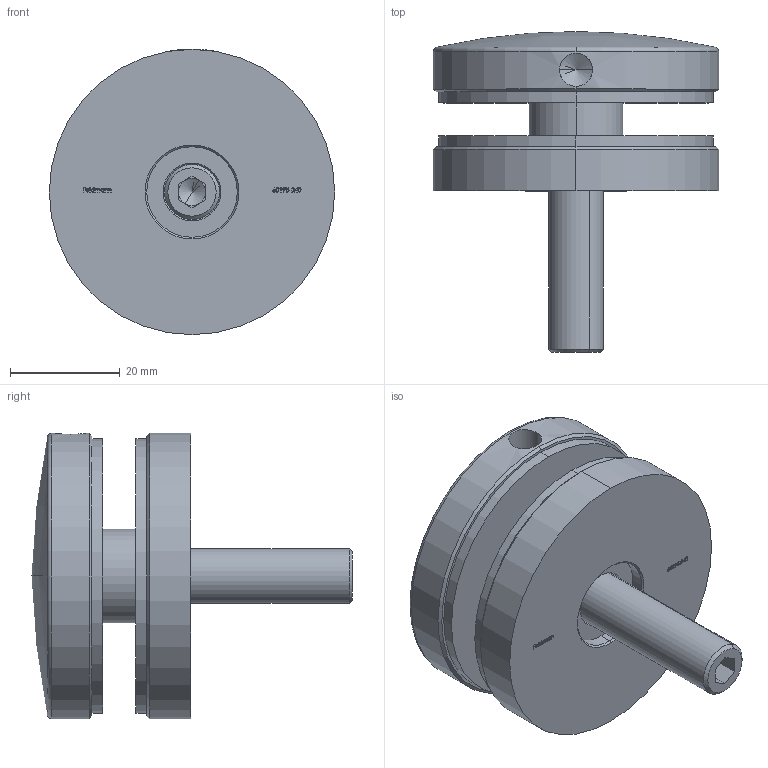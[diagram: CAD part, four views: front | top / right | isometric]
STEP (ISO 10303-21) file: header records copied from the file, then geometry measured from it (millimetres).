
FILE_DESCRIPTION (( 'STEP AP203' ), '1' );
FILE_NAME ('60195-240.step', '2020-10-29T13:16:21', ( '' ), ( '' ), 'SwSTEP 2.0', 'SolidWorks 2018', '' );
FILE_SCHEMA (( 'CONFIG_CONTROL_DESIGN' ));
Length unit declared in the file: millimetre
Products named in the file (12): 6019X-240 Konfig Teil4_6019X-XXX Teil4; 6019X-240 Konfig Teil3_6019X-XXX Teil3; 6019X-240 Konfig Teil1; 6019X-240 Konfig Teil2; 6019X-240 Konfig Teil3; 6019X-240 Konfig Teil4; 6019X-240 Konfig Teil2_60195-240 Teil2; 60195-240; DIN913_DIN 913 M10x55; DIN913; 6019X-240 Konfig Teil1_6019X-240 Teil1
Assembly tree (6 placements, depth 2):
  6019X-240 Konfig Teil1
  6019X-240 Konfig Teil2
  6019X-240 Konfig Teil3
  6019X-240 Konfig Teil4
  60195-240
    6019X-240 Konfig Teil2_60195-240 Teil2
    6019X-240 Konfig Teil4_6019X-XXX Teil4
    DIN913_DIN 913 M10x55
    6019X-240 Konfig Teil1_6019X-240 Teil1
    6019X-240 Konfig Teil3_6019X-XXX Teil3
Bounding box: 52 x 58.44 x 52 mm (x, y, z)
Volume: 48144.1 mm3; surface area: 22654.2 mm2
Topology: 5 solids, 5 shells, 296 faces, 749 edges, 488 vertices
Faces by surface type: plane 144, bspline 98, cylinder 26, cone 24, torus 2, sphere 2
Entity records: 16650 total; most frequent: CARTESIAN_POINT 9038, ORIENTED_EDGE 1484, DIRECTION 1046, EDGE_CURVE 742, VERTEX_POINT 486, LINE 458, VECTOR 458, EDGE_LOOP 332
